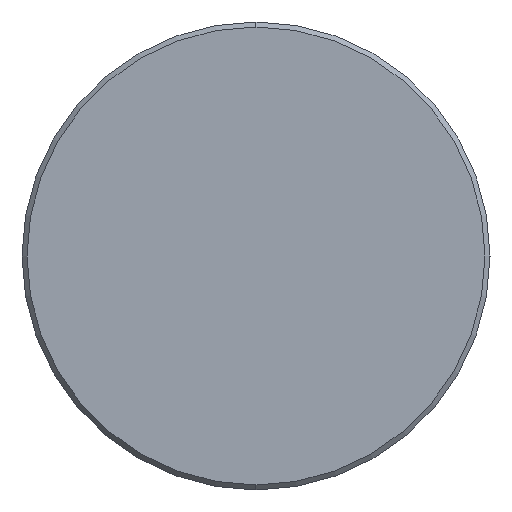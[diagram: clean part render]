
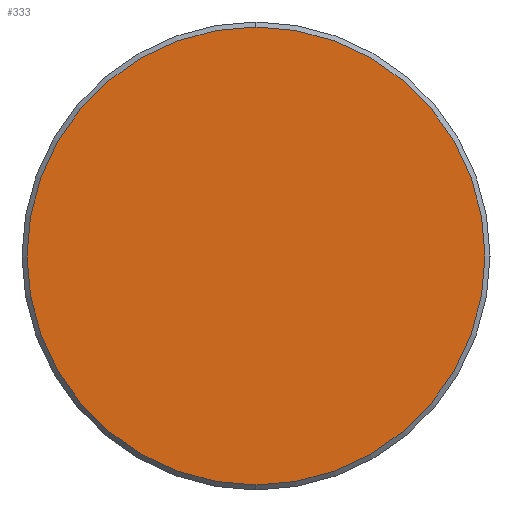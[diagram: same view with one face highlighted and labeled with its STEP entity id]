
A CAD part, left-side view. The second image highlights one B-rep face of the part: STEP entity #333.
In plain terms, the highlighted planar face has unit normal (-1, 0, 0).
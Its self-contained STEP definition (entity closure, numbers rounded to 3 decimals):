
#11 = DIRECTION ( 'NONE',  ( -1., 0., 0. ) ) ;
#17 = EDGE_CURVE ( 'NONE', #339, #184, #203, .T. ) ;
#53 = AXIS2_PLACEMENT_3D ( 'NONE', #264, #100, #476 ) ;
#84 = CARTESIAN_POINT ( 'NONE',  ( -90.5, 0., 0. ) ) ;
#100 = DIRECTION ( 'NONE',  ( 1., 0., 0. ) ) ;
#145 = ORIENTED_EDGE ( 'NONE', *, *, #17, .T. ) ;
#149 = EDGE_CURVE ( 'NONE', #184, #339, #438, .T. ) ;
#184 = VERTEX_POINT ( 'NONE', #467 ) ;
#200 = CARTESIAN_POINT ( 'NONE',  ( -90.5, 0., 0. ) ) ;
#203 = CIRCLE ( 'NONE', #466, 13.7 ) ;
#253 = DIRECTION ( 'NONE',  ( 0., 0., -1. ) ) ;
#264 = CARTESIAN_POINT ( 'NONE',  ( -90.5, -13.864, 13.864 ) ) ;
#316 = DIRECTION ( 'NONE',  ( -1., 0., 0. ) ) ;
#333 = ADVANCED_FACE ( 'NONE', ( #450 ), #370, .F. ) ;
#339 = VERTEX_POINT ( 'NONE', #373 ) ;
#370 = PLANE ( 'NONE',  #53 ) ;
#373 = CARTESIAN_POINT ( 'NONE',  ( -90.5, 0., 13.7 ) ) ;
#382 = EDGE_LOOP ( 'NONE', ( #415, #145 ) ) ;
#386 = AXIS2_PLACEMENT_3D ( 'NONE', #84, #11, #458 ) ;
#415 = ORIENTED_EDGE ( 'NONE', *, *, #149, .T. ) ;
#438 = CIRCLE ( 'NONE', #386, 13.7 ) ;
#450 = FACE_OUTER_BOUND ( 'NONE', #382, .T. ) ;
#458 = DIRECTION ( 'NONE',  ( 0., 0., -1. ) ) ;
#466 = AXIS2_PLACEMENT_3D ( 'NONE', #200, #316, #253 ) ;
#467 = CARTESIAN_POINT ( 'NONE',  ( -90.5, 0., -13.7 ) ) ;
#476 = DIRECTION ( 'NONE',  ( 0., 0., -1. ) ) ;
